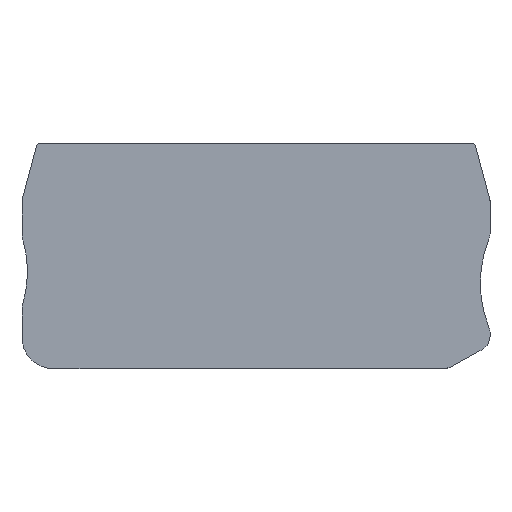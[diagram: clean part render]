
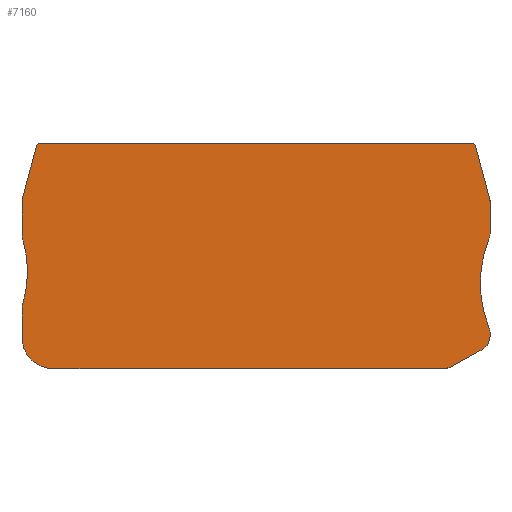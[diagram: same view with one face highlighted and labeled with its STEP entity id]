
A CAD part, top view. The second image highlights one B-rep face of the part: STEP entity #7160.
In plain terms, the highlighted planar face has unit normal (0, 0, 1).
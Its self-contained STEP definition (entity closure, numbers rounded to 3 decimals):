
#60=CARTESIAN_POINT('',(-20.368,-30.497,55.37));
#70=DIRECTION('',(0.,0.,1.));
#80=DIRECTION('',(1.,0.,0.));
#90=AXIS2_PLACEMENT_3D('',#60,#70,#80);
#100=CIRCLE('',#90,2.);
#110=CARTESIAN_POINT('',(-22.287,-29.933,55.37));
#120=VERTEX_POINT('',#110);
#130=CARTESIAN_POINT('',(-22.368,-30.497,55.37));
#140=VERTEX_POINT('',#130);
#150=EDGE_CURVE('',#120,#140,#100,.T.);
#690=CARTESIAN_POINT('',(38.032,-34.022,55.37));
#700=VERTEX_POINT('',#690);
#730=CARTESIAN_POINT('',(38.032,-12.13,55.37));
#740=DIRECTION('',(0.,1.,0.));
#750=VECTOR('',#740,1.);
#760=LINE('',#730,#750);
#770=CARTESIAN_POINT('',(38.032,-33.604,55.37));
#780=VERTEX_POINT('',#770);
#790=EDGE_CURVE('',#700,#780,#760,.T.);
#1160=CARTESIAN_POINT('',(-20.507,-9.521,55.37));
#1170=VERTEX_POINT('',#1160);
#1200=CARTESIAN_POINT('',(-21.206,-12.13,55.37));
#1210=DIRECTION('',(-0.259,-0.966,0.));
#1220=VECTOR('',#1210,1.);
#1230=LINE('',#1200,#1220);
#1240=CARTESIAN_POINT('',(-22.351,-16.402,55.37));
#1250=VERTEX_POINT('',#1240);
#1260=EDGE_CURVE('',#1170,#1250,#1230,.T.);
#1490=CARTESIAN_POINT('',(37.532,-16.531,55.37));
#1500=DIRECTION('',(0.,0.,-1.));
#1510=DIRECTION('',(-1.,0.,0.));
#1520=AXIS2_PLACEMENT_3D('',#1490,#1500,#1510);
#1530=CIRCLE('',#1520,0.5);
#1540=CARTESIAN_POINT('',(38.015,-16.402,55.37));
#1550=VERTEX_POINT('',#1540);
#1560=CARTESIAN_POINT('',(38.032,-16.531,55.37));
#1570=VERTEX_POINT('',#1560);
#1580=EDGE_CURVE('',#1550,#1570,#1530,.T.);
#1980=CARTESIAN_POINT('',(-20.368,-20.903,55.37));
#1990=DIRECTION('',(0.,0.,1.));
#2000=DIRECTION('',(1.,0.,0.));
#2010=AXIS2_PLACEMENT_3D('',#1980,#1990,#2000);
#2020=CIRCLE('',#2010,2.);
#2030=CARTESIAN_POINT('',(-22.368,-20.903,55.37));
#2040=VERTEX_POINT('',#2030);
#2050=CARTESIAN_POINT('',(-22.287,-21.467,55.37));
#2060=VERTEX_POINT('',#2050);
#2070=EDGE_CURVE('',#2040,#2060,#2020,.T.);
#2470=CARTESIAN_POINT('',(11.446,-38.2,55.37));
#2480=DIRECTION('',(1.,0.,0.));
#2490=VECTOR('',#2480,1.);
#2500=LINE('',#2470,#2490);
#2510=CARTESIAN_POINT('',(-18.368,-38.2,55.37));
#2520=VERTEX_POINT('',#2510);
#2530=CARTESIAN_POINT('',(32.107,-38.2,55.37));
#2540=VERTEX_POINT('',#2530);
#2550=EDGE_CURVE('',#2520,#2540,#2500,.T.);
#2940=CARTESIAN_POINT('',(36.032,-33.604,55.37));
#2950=DIRECTION('',(0.,0.,1.));
#2960=DIRECTION('',(1.,0.,0.));
#2970=AXIS2_PLACEMENT_3D('',#2940,#2950,#2960);
#2980=CIRCLE('',#2970,2.);
#2990=CARTESIAN_POINT('',(37.885,-32.85,55.37));
#3000=VERTEX_POINT('',#2990);
#3010=EDGE_CURVE('',#780,#3000,#2980,.T.);
#3470=CARTESIAN_POINT('',(-22.368,-34.2,55.37));
#3480=VERTEX_POINT('',#3470);
#3510=CARTESIAN_POINT('',(-18.368,-34.2,55.37));
#3520=DIRECTION('',(0.,0.,-1.));
#3530=DIRECTION('',(-1.,0.,0.));
#3540=AXIS2_PLACEMENT_3D('',#3510,#3520,#3530);
#3550=CIRCLE('',#3540,4.);
#3560=EDGE_CURVE('',#2520,#3480,#3550,.T.);
#5170=CARTESIAN_POINT('',(35.688,-9.15,55.37));
#5180=VERTEX_POINT('',#5170);
#5210=CARTESIAN_POINT('',(11.446,-9.15,55.37));
#5220=DIRECTION('',(1.,0.,0.));
#5230=VECTOR('',#5220,1.);
#5240=LINE('',#5210,#5230);
#5250=CARTESIAN_POINT('',(-20.024,-9.15,55.37));
#5260=VERTEX_POINT('',#5250);
#5270=EDGE_CURVE('',#5260,#5180,#5240,.T.);
#5560=CARTESIAN_POINT('',(33.078,-37.949,55.37));
#5570=VERTEX_POINT('',#5560);
#5600=CARTESIAN_POINT('',(11.446,-49.95,55.37));
#5610=DIRECTION('',(0.874,0.485,0.));
#5620=VECTOR('',#5610,1.);
#5630=LINE('',#5600,#5620);
#5640=CARTESIAN_POINT('',(37.002,-35.771,55.37));
#5650=VERTEX_POINT('',#5640);
#5660=EDGE_CURVE('',#5570,#5650,#5630,.T.);
#5890=CARTESIAN_POINT('',(36.032,-34.022,55.37));
#5900=DIRECTION('',(0.,0.,1.));
#5910=DIRECTION('',(1.,0.,0.));
#5920=AXIS2_PLACEMENT_3D('',#5890,#5900,#5910);
#5930=CIRCLE('',#5920,2.);
#5940=EDGE_CURVE('',#5650,#700,#5930,.T.);
#6090=CARTESIAN_POINT('',(35.841,-37.082,55.37));
#6100=DIRECTION('',(0.,0.,-1.));
#6110=DIRECTION('',(-1.,0.,0.));
#6120=AXIS2_PLACEMENT_3D('',#6090,#6100,#6110);
#6130=PLANE('',#6120);
#6140=CARTESIAN_POINT('',(35.688,-9.65,55.37));
#6150=DIRECTION('',(0.,0.,1.));
#6160=DIRECTION('',(1.,0.,0.));
#6170=AXIS2_PLACEMENT_3D('',#6140,#6150,#6160);
#6180=CIRCLE('',#6170,0.5);
#6190=CARTESIAN_POINT('',(36.171,-9.521,55.37));
#6200=VERTEX_POINT('',#6190);
#6210=EDGE_CURVE('',#6200,#5180,#6180,.T.);
#6220=ORIENTED_EDGE('',*,*,#6210,.T.);
#6230=CARTESIAN_POINT('',(36.87,-12.13,55.37));
#6240=DIRECTION('',(-0.259,0.966,0.));
#6250=VECTOR('',#6240,1.);
#6260=LINE('',#6230,#6250);
#6270=EDGE_CURVE('',#1550,#6200,#6260,.T.);
#6280=ORIENTED_EDGE('',*,*,#6270,.T.);
#6290=ORIENTED_EDGE('',*,*,#1580,.F.);
#6300=CARTESIAN_POINT('',(38.032,-12.13,55.37));
#6310=DIRECTION('',(0.,1.,0.));
#6320=VECTOR('',#6310,1.);
#6330=LINE('',#6300,#6320);
#6340=CARTESIAN_POINT('',(38.032,-20.796,55.37));
#6350=VERTEX_POINT('',#6340);
#6360=EDGE_CURVE('',#6350,#1570,#6330,.T.);
#6370=ORIENTED_EDGE('',*,*,#6360,.T.);
#6380=CARTESIAN_POINT('',(36.032,-20.796,55.37));
#6390=DIRECTION('',(0.,0.,1.));
#6400=DIRECTION('',(1.,0.,0.));
#6410=AXIS2_PLACEMENT_3D('',#6380,#6390,#6400);
#6420=CIRCLE('',#6410,2.);
#6430=CARTESIAN_POINT('',(37.885,-21.55,55.37));
#6440=VERTEX_POINT('',#6430);
#6450=EDGE_CURVE('',#6440,#6350,#6420,.T.);
#6460=ORIENTED_EDGE('',*,*,#6450,.T.);
#6470=CARTESIAN_POINT('',(51.78,-27.2,55.37));
#6480=DIRECTION('',(0.,0.,1.));
#6490=DIRECTION('',(1.,0.,0.));
#6500=AXIS2_PLACEMENT_3D('',#6470,#6480,#6490);
#6510=CIRCLE('',#6500,15.);
#6520=CARTESIAN_POINT('',(36.78,-27.2,55.37));
#6530=VERTEX_POINT('',#6520);
#6540=EDGE_CURVE('',#6440,#6530,#6510,.T.);
#6550=ORIENTED_EDGE('',*,*,#6540,.F.);
#6560=EDGE_CURVE('',#6530,#3000,#6510,.T.);
#6570=ORIENTED_EDGE('',*,*,#6560,.F.);
#6580=ORIENTED_EDGE('',*,*,#3010,.T.);
#6590=ORIENTED_EDGE('',*,*,#790,.T.);
#6600=ORIENTED_EDGE('',*,*,#5940,.T.);
#6610=ORIENTED_EDGE('',*,*,#5660,.T.);
#6620=CARTESIAN_POINT('',(32.107,-36.2,55.37));
#6630=DIRECTION('',(0.,0.,1.));
#6640=DIRECTION('',(1.,0.,0.));
#6650=AXIS2_PLACEMENT_3D('',#6620,#6630,#6640);
#6660=CIRCLE('',#6650,2.);
#6670=EDGE_CURVE('',#2540,#5570,#6660,.T.);
#6680=ORIENTED_EDGE('',*,*,#6670,.T.);
#6690=ORIENTED_EDGE('',*,*,#2550,.T.);
#6700=ORIENTED_EDGE('',*,*,#3560,.F.);
#6710=CARTESIAN_POINT('',(-22.368,-12.13,55.37));
#6720=DIRECTION('',(0.,-1.,0.));
#6730=VECTOR('',#6720,1.);
#6740=LINE('',#6710,#6730);
#6750=EDGE_CURVE('',#140,#3480,#6740,.T.);
#6760=ORIENTED_EDGE('',*,*,#6750,.T.);
#6770=ORIENTED_EDGE('',*,*,#150,.T.);
#6780=CARTESIAN_POINT('',(-36.677,-25.7,55.37));
#6790=DIRECTION('',(0.,0.,1.));
#6800=DIRECTION('',(1.,0.,0.));
#6810=AXIS2_PLACEMENT_3D('',#6780,#6790,#6800);
#6820=CIRCLE('',#6810,15.);
#6830=CARTESIAN_POINT('',(-21.677,-25.7,55.37));
#6840=VERTEX_POINT('',#6830);
#6850=EDGE_CURVE('',#120,#6840,#6820,.T.);
#6860=ORIENTED_EDGE('',*,*,#6850,.F.);
#6870=EDGE_CURVE('',#6840,#2060,#6820,.T.);
#6880=ORIENTED_EDGE('',*,*,#6870,.F.);
#6890=ORIENTED_EDGE('',*,*,#2070,.T.);
#6900=CARTESIAN_POINT('',(-22.368,-12.13,55.37));
#6910=DIRECTION('',(0.,-1.,0.));
#6920=VECTOR('',#6910,1.);
#6930=LINE('',#6900,#6920);
#6940=CARTESIAN_POINT('',(-22.368,-16.531,55.37));
#6950=VERTEX_POINT('',#6940);
#6960=EDGE_CURVE('',#6950,#2040,#6930,.T.);
#6970=ORIENTED_EDGE('',*,*,#6960,.T.);
#6980=CARTESIAN_POINT('',(-21.868,-16.531,55.37));
#6990=DIRECTION('',(0.,0.,-1.));
#7000=DIRECTION('',(-1.,0.,0.));
#7010=AXIS2_PLACEMENT_3D('',#6980,#6990,#7000);
#7020=CIRCLE('',#7010,0.5);
#7030=EDGE_CURVE('',#6950,#1250,#7020,.T.);
#7040=ORIENTED_EDGE('',*,*,#7030,.F.);
#7050=ORIENTED_EDGE('',*,*,#1260,.T.);
#7060=CARTESIAN_POINT('',(-20.024,-9.65,55.37));
#7070=DIRECTION('',(0.,0.,1.));
#7080=DIRECTION('',(1.,0.,0.));
#7090=AXIS2_PLACEMENT_3D('',#7060,#7070,#7080);
#7100=CIRCLE('',#7090,0.5);
#7110=EDGE_CURVE('',#5260,#1170,#7100,.T.);
#7120=ORIENTED_EDGE('',*,*,#7110,.T.);
#7130=ORIENTED_EDGE('',*,*,#5270,.F.);
#7140=EDGE_LOOP('',(#7130,#7120,#7050,#7040,#6970,#6890,#6880,#6860,
#6770,#6760,#6700,#6690,#6680,#6610,#6600,#6590,#6580,#6570,#6550,#6460,
#6370,#6290,#6280,#6220));
#7150=FACE_OUTER_BOUND('',#7140,.T.);
#7160=ADVANCED_FACE('',(#7150),#6130,.F.);
